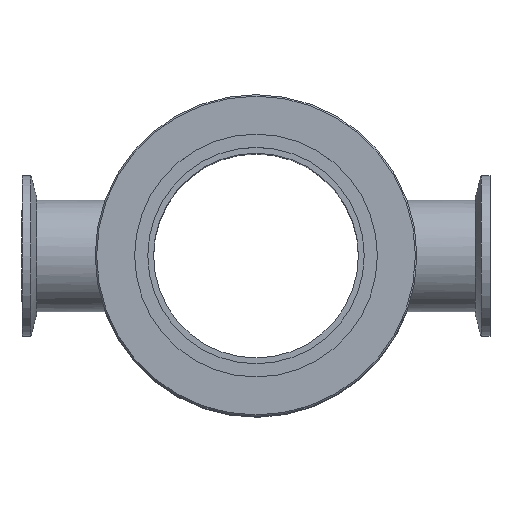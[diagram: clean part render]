
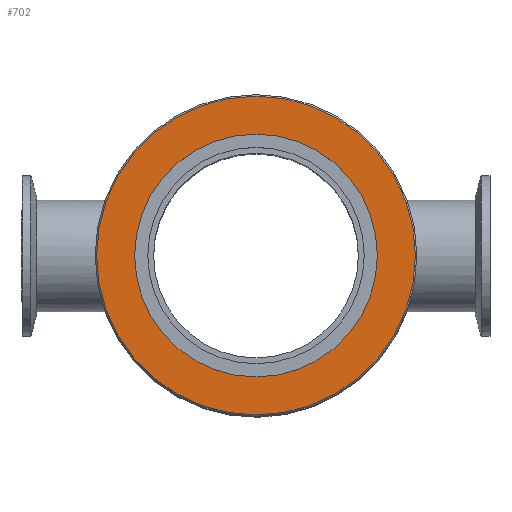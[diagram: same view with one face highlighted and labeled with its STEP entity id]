
A CAD part, top view. The second image highlights one B-rep face of the part: STEP entity #702.
In plain terms, the highlighted face is planar.
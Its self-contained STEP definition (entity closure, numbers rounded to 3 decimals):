
#64=PLANE('',#844);
#79=FACE_BOUND('',#202,.T.);
#103=CIRCLE('',#843,54.5);
#104=CIRCLE('',#845,41.5);
#105=CIRCLE('',#846,41.5);
#159=FACE_OUTER_BOUND('',#201,.T.);
#201=EDGE_LOOP('',(#537));
#202=EDGE_LOOP('',(#538,#539));
#327=VERTEX_POINT('',#1502);
#328=VERTEX_POINT('',#1506);
#329=VERTEX_POINT('',#1507);
#410=EDGE_CURVE('',#327,#327,#103,.T.);
#411=EDGE_CURVE('',#328,#329,#104,.T.);
#412=EDGE_CURVE('',#329,#328,#105,.T.);
#537=ORIENTED_EDGE('',*,*,#410,.F.);
#538=ORIENTED_EDGE('',*,*,#411,.T.);
#539=ORIENTED_EDGE('',*,*,#412,.T.);
#702=ADVANCED_FACE('',(#159,#79),#64,.T.);
#843=AXIS2_PLACEMENT_3D('',#1504,#986,#987);
#844=AXIS2_PLACEMENT_3D('',#1505,#988,#989);
#845=AXIS2_PLACEMENT_3D('',#1508,#990,#991);
#846=AXIS2_PLACEMENT_3D('',#1509,#992,#993);
#986=DIRECTION('center_axis',(0.,1.,0.));
#987=DIRECTION('ref_axis',(1.,0.,0.));
#988=DIRECTION('center_axis',(0.,-1.,0.));
#989=DIRECTION('ref_axis',(0.,0.,-1.));
#990=DIRECTION('center_axis',(0.,1.,0.));
#991=DIRECTION('ref_axis',(1.,0.,0.));
#992=DIRECTION('center_axis',(0.,1.,0.));
#993=DIRECTION('ref_axis',(1.,0.,0.));
#1502=CARTESIAN_POINT('',(-54.5,0.,0.));
#1504=CARTESIAN_POINT('Origin',(0.,0.,0.));
#1505=CARTESIAN_POINT('Origin',(-55.,0.,0.));
#1506=CARTESIAN_POINT('',(-41.5,0.,0.));
#1507=CARTESIAN_POINT('',(41.5,0.,0.));
#1508=CARTESIAN_POINT('Origin',(0.,0.,0.));
#1509=CARTESIAN_POINT('Origin',(0.,0.,0.));
